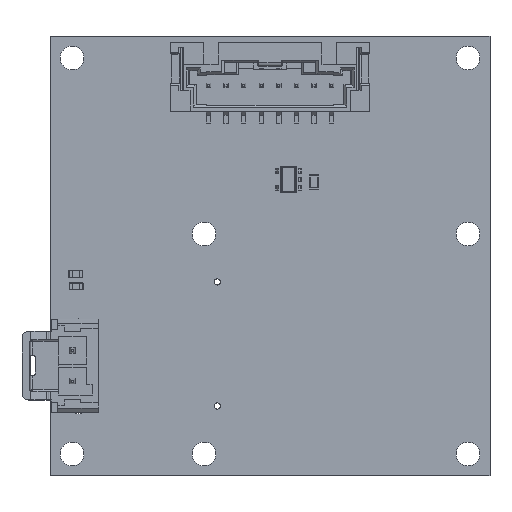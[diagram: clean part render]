
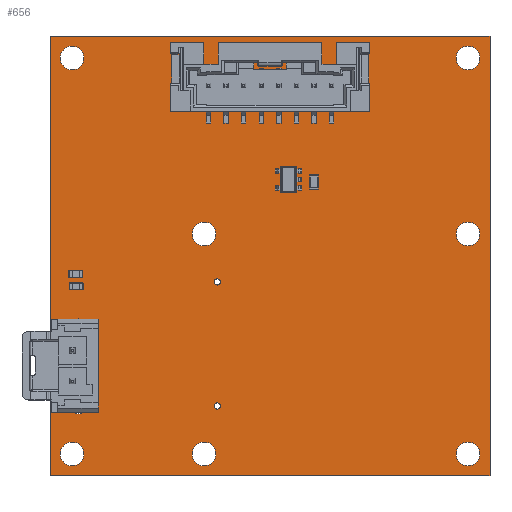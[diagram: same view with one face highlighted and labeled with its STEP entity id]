
A CAD part, top view. The second image highlights one B-rep face of the part: STEP entity #656.
In plain terms, the highlighted planar face has unit normal (0, 0, 1).
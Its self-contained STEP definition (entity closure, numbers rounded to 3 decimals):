
#59 = VERTEX_POINT('',#60);
#60 = CARTESIAN_POINT('',(0.,0.,0.));
#66 = EDGE_CURVE('',#59,#67,#69,.T.);
#67 = VERTEX_POINT('',#68);
#68 = CARTESIAN_POINT('',(0.,50.,0.));
#69 = LINE('',#70,#71);
#70 = CARTESIAN_POINT('',(0.,0.,0.));
#71 = VECTOR('',#72,1.);
#72 = DIRECTION('',(0.,1.,0.));
#97 = EDGE_CURVE('',#67,#98,#100,.T.);
#98 = VERTEX_POINT('',#99);
#99 = CARTESIAN_POINT('',(50.,50.,0.));
#100 = LINE('',#101,#102);
#101 = CARTESIAN_POINT('',(0.,50.,0.));
#102 = VECTOR('',#103,1.);
#103 = DIRECTION('',(1.,0.,0.));
#128 = EDGE_CURVE('',#98,#129,#131,.T.);
#129 = VERTEX_POINT('',#130);
#130 = CARTESIAN_POINT('',(50.,0.,0.));
#131 = LINE('',#132,#133);
#132 = CARTESIAN_POINT('',(50.,50.,0.));
#133 = VECTOR('',#134,1.);
#134 = DIRECTION('',(0.,-1.,0.));
#159 = EDGE_CURVE('',#129,#59,#160,.T.);
#160 = LINE('',#161,#162);
#161 = CARTESIAN_POINT('',(50.,0.,0.));
#162 = VECTOR('',#163,1.);
#163 = DIRECTION('',(-1.,0.,0.));
#183 = VERTEX_POINT('',#184);
#184 = CARTESIAN_POINT('',(3.11,10.7,0.));
#190 = EDGE_CURVE('',#183,#183,#191,.T.);
#191 = CIRCLE('',#192,0.51);
#192 = AXIS2_PLACEMENT_3D('',#193,#194,#195);
#193 = CARTESIAN_POINT('',(2.6,10.7,0.));
#194 = DIRECTION('',(0.,0.,1.));
#195 = DIRECTION('',(1.,0.,0.));
#216 = VERTEX_POINT('',#217);
#217 = CARTESIAN_POINT('',(3.85,2.5,0.));
#223 = EDGE_CURVE('',#216,#216,#224,.T.);
#224 = CIRCLE('',#225,1.35);
#225 = AXIS2_PLACEMENT_3D('',#226,#227,#228);
#226 = CARTESIAN_POINT('',(2.5,2.5,0.));
#227 = DIRECTION('',(0.,0.,1.));
#228 = DIRECTION('',(1.,0.,0.));
#249 = VERTEX_POINT('',#250);
#250 = CARTESIAN_POINT('',(4.38,8.2,0.));
#256 = EDGE_CURVE('',#249,#249,#257,.T.);
#257 = CIRCLE('',#258,1.15);
#258 = AXIS2_PLACEMENT_3D('',#259,#260,#261);
#259 = CARTESIAN_POINT('',(3.23,8.2,0.));
#260 = DIRECTION('',(0.,0.,1.));
#261 = DIRECTION('',(1.,0.,0.));
#282 = VERTEX_POINT('',#283);
#283 = CARTESIAN_POINT('',(3.11,14.2,0.));
#289 = EDGE_CURVE('',#282,#282,#290,.T.);
#290 = CIRCLE('',#291,0.51);
#291 = AXIS2_PLACEMENT_3D('',#292,#293,#294);
#292 = CARTESIAN_POINT('',(2.6,14.2,0.));
#293 = DIRECTION('',(0.,0.,1.));
#294 = DIRECTION('',(1.,0.,0.));
#315 = VERTEX_POINT('',#316);
#316 = CARTESIAN_POINT('',(4.38,16.7,0.));
#322 = EDGE_CURVE('',#315,#315,#323,.T.);
#323 = CIRCLE('',#324,1.15);
#324 = AXIS2_PLACEMENT_3D('',#325,#326,#327);
#325 = CARTESIAN_POINT('',(3.23,16.7,0.));
#326 = DIRECTION('',(0.,0.,1.));
#327 = DIRECTION('',(1.,0.,0.));
#348 = VERTEX_POINT('',#349);
#349 = CARTESIAN_POINT('',(3.85,47.5,0.));
#355 = EDGE_CURVE('',#348,#348,#356,.T.);
#356 = CIRCLE('',#357,1.35);
#357 = AXIS2_PLACEMENT_3D('',#358,#359,#360);
#358 = CARTESIAN_POINT('',(2.5,47.5,0.));
#359 = DIRECTION('',(0.,0.,1.));
#360 = DIRECTION('',(1.,0.,0.));
#381 = VERTEX_POINT('',#382);
#382 = CARTESIAN_POINT('',(18.85,2.5,0.));
#388 = EDGE_CURVE('',#381,#381,#389,.T.);
#389 = CIRCLE('',#390,1.35);
#390 = AXIS2_PLACEMENT_3D('',#391,#392,#393);
#391 = CARTESIAN_POINT('',(17.5,2.5,0.));
#392 = DIRECTION('',(0.,0.,1.));
#393 = DIRECTION('',(1.,0.,0.));
#414 = VERTEX_POINT('',#415);
#415 = CARTESIAN_POINT('',(48.85,2.5,0.));
#421 = EDGE_CURVE('',#414,#414,#422,.T.);
#422 = CIRCLE('',#423,1.35);
#423 = AXIS2_PLACEMENT_3D('',#424,#425,#426);
#424 = CARTESIAN_POINT('',(47.5,2.5,0.));
#425 = DIRECTION('',(0.,0.,1.));
#426 = DIRECTION('',(1.,0.,0.));
#447 = VERTEX_POINT('',#448);
#448 = CARTESIAN_POINT('',(19.35,7.95,0.));
#454 = EDGE_CURVE('',#447,#447,#455,.T.);
#455 = CIRCLE('',#456,0.35);
#456 = AXIS2_PLACEMENT_3D('',#457,#458,#459);
#457 = CARTESIAN_POINT('',(19.,7.95,0.));
#458 = DIRECTION('',(0.,0.,1.));
#459 = DIRECTION('',(1.,0.,0.));
#480 = VERTEX_POINT('',#481);
#481 = CARTESIAN_POINT('',(19.35,22.05,0.));
#487 = EDGE_CURVE('',#480,#480,#488,.T.);
#488 = CIRCLE('',#489,0.35);
#489 = AXIS2_PLACEMENT_3D('',#490,#491,#492);
#490 = CARTESIAN_POINT('',(19.,22.05,0.));
#491 = DIRECTION('',(0.,0.,1.));
#492 = DIRECTION('',(1.,0.,0.));
#513 = VERTEX_POINT('',#514);
#514 = CARTESIAN_POINT('',(18.85,27.5,0.));
#520 = EDGE_CURVE('',#513,#513,#521,.T.);
#521 = CIRCLE('',#522,1.35);
#522 = AXIS2_PLACEMENT_3D('',#523,#524,#525);
#523 = CARTESIAN_POINT('',(17.5,27.5,0.));
#524 = DIRECTION('',(0.,0.,1.));
#525 = DIRECTION('',(1.,0.,0.));
#546 = VERTEX_POINT('',#547);
#547 = CARTESIAN_POINT('',(48.85,27.5,0.));
#553 = EDGE_CURVE('',#546,#546,#554,.T.);
#554 = CIRCLE('',#555,1.35);
#555 = AXIS2_PLACEMENT_3D('',#556,#557,#558);
#556 = CARTESIAN_POINT('',(47.5,27.5,0.));
#557 = DIRECTION('',(0.,0.,1.));
#558 = DIRECTION('',(1.,0.,0.));
#579 = VERTEX_POINT('',#580);
#580 = CARTESIAN_POINT('',(48.85,47.5,0.));
#586 = EDGE_CURVE('',#579,#579,#587,.T.);
#587 = CIRCLE('',#588,1.35);
#588 = AXIS2_PLACEMENT_3D('',#589,#590,#591);
#589 = CARTESIAN_POINT('',(47.5,47.5,0.));
#590 = DIRECTION('',(0.,0.,1.));
#591 = DIRECTION('',(1.,0.,0.));
#656 = ADVANCED_FACE('',(#657,#663,#666,#669,#672,#675,#678,#681,#684,
    #687,#690,#693,#696,#699),#702,.T.);
#657 = FACE_BOUND('',#658,.F.);
#658 = EDGE_LOOP('',(#659,#660,#661,#662));
#659 = ORIENTED_EDGE('',*,*,#66,.T.);
#660 = ORIENTED_EDGE('',*,*,#97,.T.);
#661 = ORIENTED_EDGE('',*,*,#128,.T.);
#662 = ORIENTED_EDGE('',*,*,#159,.T.);
#663 = FACE_BOUND('',#664,.T.);
#664 = EDGE_LOOP('',(#665));
#665 = ORIENTED_EDGE('',*,*,#190,.F.);
#666 = FACE_BOUND('',#667,.T.);
#667 = EDGE_LOOP('',(#668));
#668 = ORIENTED_EDGE('',*,*,#223,.F.);
#669 = FACE_BOUND('',#670,.T.);
#670 = EDGE_LOOP('',(#671));
#671 = ORIENTED_EDGE('',*,*,#256,.F.);
#672 = FACE_BOUND('',#673,.T.);
#673 = EDGE_LOOP('',(#674));
#674 = ORIENTED_EDGE('',*,*,#289,.F.);
#675 = FACE_BOUND('',#676,.T.);
#676 = EDGE_LOOP('',(#677));
#677 = ORIENTED_EDGE('',*,*,#322,.F.);
#678 = FACE_BOUND('',#679,.T.);
#679 = EDGE_LOOP('',(#680));
#680 = ORIENTED_EDGE('',*,*,#355,.F.);
#681 = FACE_BOUND('',#682,.T.);
#682 = EDGE_LOOP('',(#683));
#683 = ORIENTED_EDGE('',*,*,#388,.F.);
#684 = FACE_BOUND('',#685,.T.);
#685 = EDGE_LOOP('',(#686));
#686 = ORIENTED_EDGE('',*,*,#421,.F.);
#687 = FACE_BOUND('',#688,.T.);
#688 = EDGE_LOOP('',(#689));
#689 = ORIENTED_EDGE('',*,*,#454,.F.);
#690 = FACE_BOUND('',#691,.T.);
#691 = EDGE_LOOP('',(#692));
#692 = ORIENTED_EDGE('',*,*,#487,.F.);
#693 = FACE_BOUND('',#694,.T.);
#694 = EDGE_LOOP('',(#695));
#695 = ORIENTED_EDGE('',*,*,#520,.F.);
#696 = FACE_BOUND('',#697,.T.);
#697 = EDGE_LOOP('',(#698));
#698 = ORIENTED_EDGE('',*,*,#553,.F.);
#699 = FACE_BOUND('',#700,.T.);
#700 = EDGE_LOOP('',(#701));
#701 = ORIENTED_EDGE('',*,*,#586,.F.);
#702 = PLANE('',#703);
#703 = AXIS2_PLACEMENT_3D('',#704,#705,#706);
#704 = CARTESIAN_POINT('',(0.,0.,0.));
#705 = DIRECTION('',(0.,0.,1.));
#706 = DIRECTION('',(1.,0.,0.));
